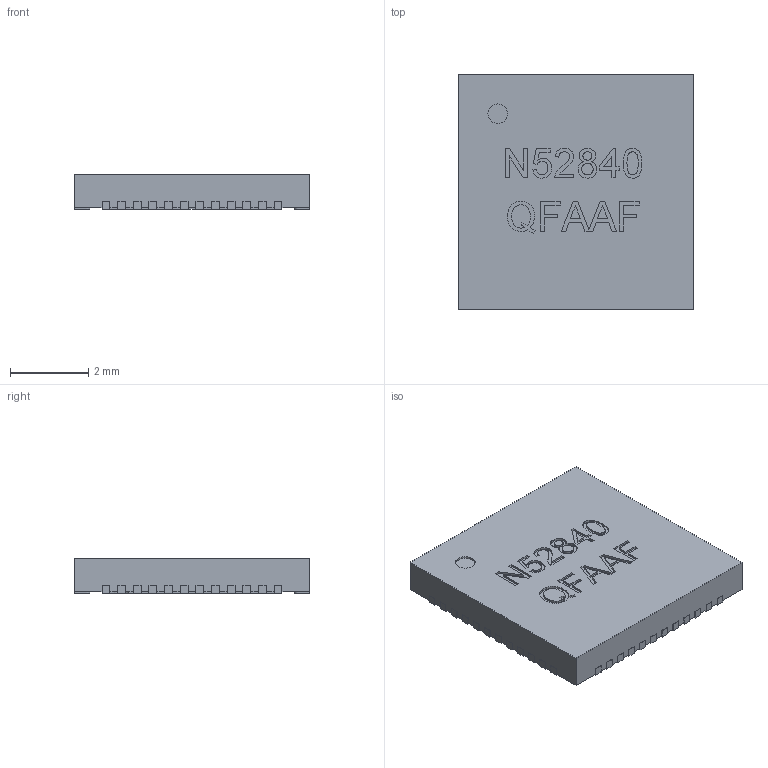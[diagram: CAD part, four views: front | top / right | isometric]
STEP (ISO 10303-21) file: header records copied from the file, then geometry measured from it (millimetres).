
FILE_DESCRIPTION ( ( '' ), '1' );
FILE_NAME ( 'nRF52840-QFAA-F.STEP', '', ( '' ), ( '' ), '', '', '' );
FILE_SCHEMA (( 'AUTOMOTIVE_DESIGN' ));
Length unit declared in the file: millimetre
Products named in the file (1): nRF52840-QFAA-F
Bounding box: 6.02 x 6.02 x 0.89 mm (x, y, z)
Volume: 31.4 mm3; surface area: 97.4 mm2
Topology: 1 solids, 1 shells, 477 faces, 1368 edges, 912 vertices
Faces by surface type: plane 348, cylinder 67, bspline 62
Entity records: 23970 total; most frequent: CARTESIAN_POINT 6540, ORIENTED_EDGE 2736, DIRECTION 2210, EDGE_CURVE 1368, VECTOR 1110, LINE 1110, VERTEX_POINT 912, AXIS2_PLACEMENT_3D 550
